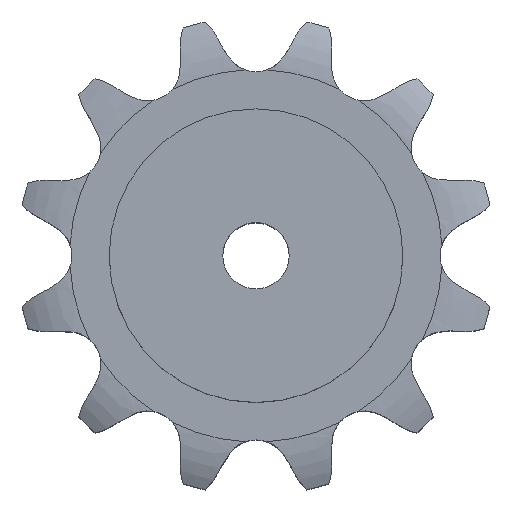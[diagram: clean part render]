
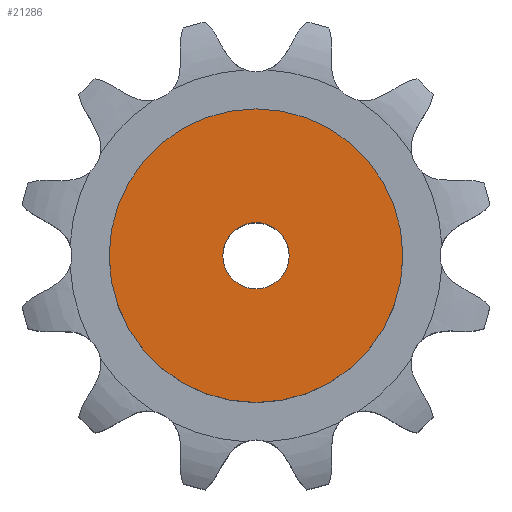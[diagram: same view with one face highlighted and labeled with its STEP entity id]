
A CAD part, top view. The second image highlights one B-rep face of the part: STEP entity #21286.
In plain terms, the highlighted planar face has unit normal (0, 0, 1).
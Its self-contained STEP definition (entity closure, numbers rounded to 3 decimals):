
#11445 = CYLINDRICAL_SURFACE('',#11446,15.);
#11446 = AXIS2_PLACEMENT_3D('',#11447,#11448,#11449);
#11447 = CARTESIAN_POINT('',(0.,0.,391.54));
#11448 = DIRECTION('',(0.,0.,1.));
#11449 = DIRECTION('',(1.,0.,0.));
#14465 = EDGE_CURVE('',#14466,#14466,#14468,.T.);
#14466 = VERTEX_POINT('',#14467);
#14467 = CARTESIAN_POINT('',(15.,0.,120.));
#14468 = SURFACE_CURVE('',#14469,(#14474,#14481),.PCURVE_S1.);
#14469 = CIRCLE('',#14470,15.);
#14470 = AXIS2_PLACEMENT_3D('',#14471,#14472,#14473);
#14471 = CARTESIAN_POINT('',(0.,0.,120.));
#14472 = DIRECTION('',(0.,0.,1.));
#14473 = DIRECTION('',(1.,0.,0.));
#14474 = PCURVE('',#11445,#14475);
#14475 = DEFINITIONAL_REPRESENTATION('',(#14476),#14480);
#14476 = LINE('',#14477,#14478);
#14477 = CARTESIAN_POINT('',(0.,-271.54));
#14478 = VECTOR('',#14479,1.);
#14479 = DIRECTION('',(1.,0.));
#14480 = ( GEOMETRIC_REPRESENTATION_CONTEXT(2) 
PARAMETRIC_REPRESENTATION_CONTEXT() REPRESENTATION_CONTEXT('2D SPACE',''
  ) );
#14481 = PCURVE('',#14482,#14487);
#14482 = PLANE('',#14483);
#14483 = AXIS2_PLACEMENT_3D('',#14484,#14485,#14486);
#14484 = CARTESIAN_POINT('',(0.,0.,120.
    ));
#14485 = DIRECTION('',(0.,0.,1.));
#14486 = DIRECTION('',(1.,0.,0.));
#14487 = DEFINITIONAL_REPRESENTATION('',(#14488),#14492);
#14488 = CIRCLE('',#14489,15.);
#14489 = AXIS2_PLACEMENT_2D('',#14490,#14491);
#14490 = CARTESIAN_POINT('',(0.,0.));
#14491 = DIRECTION('',(1.,0.));
#14492 = ( GEOMETRIC_REPRESENTATION_CONTEXT(2) 
PARAMETRIC_REPRESENTATION_CONTEXT() REPRESENTATION_CONTEXT('2D SPACE',''
  ) );
#21286 = ADVANCED_FACE('',(#21287,#21318),#14482,.T.);
#21287 = FACE_BOUND('',#21288,.T.);
#21288 = EDGE_LOOP('',(#21289));
#21289 = ORIENTED_EDGE('',*,*,#21290,.T.);
#21290 = EDGE_CURVE('',#21291,#21291,#21293,.T.);
#21291 = VERTEX_POINT('',#21292);
#21292 = CARTESIAN_POINT('',(66.5,0.,120.));
#21293 = SURFACE_CURVE('',#21294,(#21299,#21306),.PCURVE_S1.);
#21294 = CIRCLE('',#21295,66.5);
#21295 = AXIS2_PLACEMENT_3D('',#21296,#21297,#21298);
#21296 = CARTESIAN_POINT('',(0.,0.,120.));
#21297 = DIRECTION('',(0.,0.,1.));
#21298 = DIRECTION('',(1.,0.,0.));
#21299 = PCURVE('',#14482,#21300);
#21300 = DEFINITIONAL_REPRESENTATION('',(#21301),#21305);
#21301 = CIRCLE('',#21302,66.5);
#21302 = AXIS2_PLACEMENT_2D('',#21303,#21304);
#21303 = CARTESIAN_POINT('',(0.,0.));
#21304 = DIRECTION('',(1.,0.));
#21305 = ( GEOMETRIC_REPRESENTATION_CONTEXT(2) 
PARAMETRIC_REPRESENTATION_CONTEXT() REPRESENTATION_CONTEXT('2D SPACE',''
  ) );
#21306 = PCURVE('',#21307,#21312);
#21307 = CYLINDRICAL_SURFACE('',#21308,66.5);
#21308 = AXIS2_PLACEMENT_3D('',#21309,#21310,#21311);
#21309 = CARTESIAN_POINT('',(0.,0.,0.));
#21310 = DIRECTION('',(-0.,-0.,-1.));
#21311 = DIRECTION('',(1.,0.,0.));
#21312 = DEFINITIONAL_REPRESENTATION('',(#21313),#21317);
#21313 = LINE('',#21314,#21315);
#21314 = CARTESIAN_POINT('',(-0.,-120.));
#21315 = VECTOR('',#21316,1.);
#21316 = DIRECTION('',(-1.,0.));
#21317 = ( GEOMETRIC_REPRESENTATION_CONTEXT(2) 
PARAMETRIC_REPRESENTATION_CONTEXT() REPRESENTATION_CONTEXT('2D SPACE',''
  ) );
#21318 = FACE_BOUND('',#21319,.T.);
#21319 = EDGE_LOOP('',(#21320));
#21320 = ORIENTED_EDGE('',*,*,#14465,.F.);
